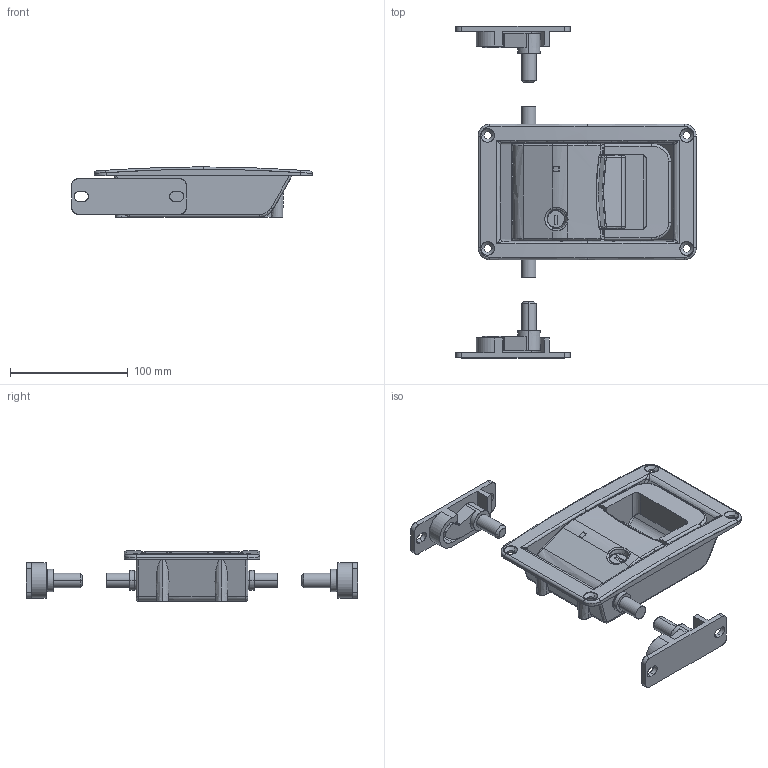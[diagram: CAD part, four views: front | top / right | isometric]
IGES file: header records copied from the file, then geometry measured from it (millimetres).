
Start section: SolidWorks IGES file using analytic representation for surfaces
Global section: file name: FA-816-3.IGS; native system: SolidWorks 2008; preprocessor: SolidWorks 2008; author: 10sw; date: 100830.162359; units: millimetre
Bounding box: 204 x 281.8 x 42.57 mm (x, y, z)
Surface area: 159895.1 mm2 (no closed solid volume)
Topology: 0 solids, 0 shells, 556 faces, 7881 edges, 7874 vertices
Faces by surface type: bspline 285, revolution 271
